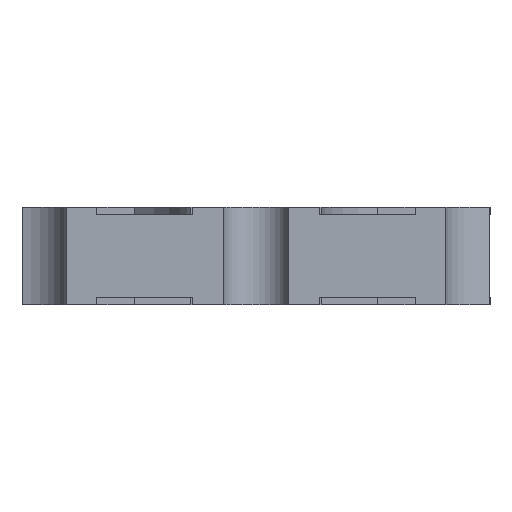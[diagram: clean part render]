
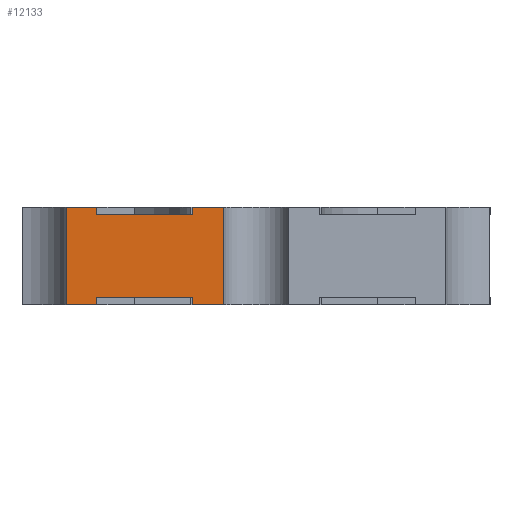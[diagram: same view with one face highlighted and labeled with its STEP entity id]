
A CAD part, left-side view. The second image highlights one B-rep face of the part: STEP entity #12133.
In plain terms, the highlighted planar face has unit normal (-1, 0, 0).
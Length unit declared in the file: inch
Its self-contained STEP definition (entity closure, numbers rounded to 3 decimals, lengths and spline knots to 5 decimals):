
#80 = ORIENTED_EDGE ( 'NONE', *, *, #6560, .T. ) ;
#91 = CARTESIAN_POINT ( 'NONE',  ( -0.1, 0.0425, 0.026 ) ) ;
#158 = EDGE_CURVE ( 'NONE', #3583, #3118, #2862, .T. ) ;
#220 = LINE ( 'NONE', #1319, #2374 ) ;
#308 = EDGE_CURVE ( 'NONE', #10108, #11961, #2203, .T. ) ;
#406 = ORIENTED_EDGE ( 'NONE', *, *, #308, .T. ) ;
#411 = LINE ( 'NONE', #3400, #4625 ) ;
#501 = VECTOR ( 'NONE', #8608, 39.37008 ) ;
#965 = CARTESIAN_POINT ( 'NONE',  ( -0.1, 0.0425, 0.002 ) ) ;
#1004 = EDGE_CURVE ( 'NONE', #12422, #4258, #7005, .T. ) ;
#1106 = CARTESIAN_POINT ( 'NONE',  ( -0.1, 0., 0.026 ) ) ;
#1118 = CARTESIAN_POINT ( 'NONE',  ( -0.1, 0.017, 0.002 ) ) ;
#1217 = VERTEX_POINT ( 'NONE', #11278 ) ;
#1243 = EDGE_CURVE ( 'NONE', #10506, #1217, #3573, .T. ) ;
#1319 = CARTESIAN_POINT ( 'NONE',  ( -0.1, 0.017, 0.026 ) ) ;
#1324 = PLANE ( 'NONE',  #5864 ) ;
#1381 = VERTEX_POINT ( 'NONE', #7843 ) ;
#1392 = CARTESIAN_POINT ( 'NONE',  ( -0.1, 0., 0.026 ) ) ;
#1429 = ORIENTED_EDGE ( 'NONE', *, *, #5058, .T. ) ;
#1432 = LINE ( 'NONE', #9580, #501 ) ;
#1548 = DIRECTION ( 'NONE',  ( 0., 0., 1. ) ) ;
#1620 = ORIENTED_EDGE ( 'NONE', *, *, #158, .F. ) ;
#1685 = CARTESIAN_POINT ( 'NONE',  ( -0.1, 0.0425, 0.024 ) ) ;
#1766 = CARTESIAN_POINT ( 'NONE',  ( -0.1, 0.00865, 0.06984 ) ) ;
#1807 = EDGE_CURVE ( 'NONE', #4260, #12422, #8390, .T. ) ;
#1897 = ORIENTED_EDGE ( 'NONE', *, *, #10487, .T. ) ;
#2138 = CARTESIAN_POINT ( 'NONE',  ( -0.1, 0.00865, 0. ) ) ;
#2144 = VERTEX_POINT ( 'NONE', #2360 ) ;
#2203 = LINE ( 'NONE', #5169, #3011 ) ;
#2360 = CARTESIAN_POINT ( 'NONE',  ( -0.1, 0.05072, 0.026 ) ) ;
#2374 = VECTOR ( 'NONE', #4296, 39.37008 ) ;
#2823 = VECTOR ( 'NONE', #6084, 39.37008 ) ;
#2862 = LINE ( 'NONE', #12758, #10233 ) ;
#3011 = VECTOR ( 'NONE', #11968, 39.37008 ) ;
#3118 = VERTEX_POINT ( 'NONE', #9753 ) ;
#3334 = DIRECTION ( 'NONE',  ( 0., 1., 0. ) ) ;
#3400 = CARTESIAN_POINT ( 'NONE',  ( -0.1, 0.05072, 0.06984 ) ) ;
#3415 = CARTESIAN_POINT ( 'NONE',  ( -0.1, 0.05072, 0. ) ) ;
#3417 = CARTESIAN_POINT ( 'NONE',  ( -0.1, 0., 0.002 ) ) ;
#3469 = DIRECTION ( 'NONE',  ( 0., 0., 1. ) ) ;
#3573 = LINE ( 'NONE', #1766, #2823 ) ;
#3583 = VERTEX_POINT ( 'NONE', #1685 ) ;
#3616 = LINE ( 'NONE', #11385, #8147 ) ;
#3628 = EDGE_CURVE ( 'NONE', #4258, #10506, #1432, .T. ) ;
#4041 = DIRECTION ( 'NONE',  ( 0., 0., -1. ) ) ;
#4045 = VECTOR ( 'NONE', #6099, 39.37008 ) ;
#4258 = VERTEX_POINT ( 'NONE', #9827 ) ;
#4260 = VERTEX_POINT ( 'NONE', #965 ) ;
#4296 = DIRECTION ( 'NONE',  ( 0., 0., 1. ) ) ;
#4625 = VECTOR ( 'NONE', #7341, 39.37008 ) ;
#5058 = EDGE_CURVE ( 'NONE', #11961, #4260, #3616, .T. ) ;
#5169 = CARTESIAN_POINT ( 'NONE',  ( -0.1, -0.0625, 0. ) ) ;
#5349 = CARTESIAN_POINT ( 'NONE',  ( -0.1, 0.017, 0.026 ) ) ;
#5864 = AXIS2_PLACEMENT_3D ( 'NONE', #1392, #10385, #3469 ) ;
#5896 = ORIENTED_EDGE ( 'NONE', *, *, #1243, .T. ) ;
#5915 = ORIENTED_EDGE ( 'NONE', *, *, #9620, .T. ) ;
#6084 = DIRECTION ( 'NONE',  ( 0., 0., 1. ) ) ;
#6099 = DIRECTION ( 'NONE',  ( 0., 0., -1. ) ) ;
#6204 = DIRECTION ( 'NONE',  ( 0., 1., 0. ) ) ;
#6451 = EDGE_CURVE ( 'NONE', #3118, #11011, #220, .T. ) ;
#6467 = VECTOR ( 'NONE', #4041, 39.37008 ) ;
#6560 = EDGE_CURVE ( 'NONE', #2144, #10108, #411, .T. ) ;
#7005 = LINE ( 'NONE', #1118, #4045 ) ;
#7069 = VECTOR ( 'NONE', #3334, 39.37008 ) ;
#7331 = CARTESIAN_POINT ( 'NONE',  ( -0.1, 0.017, 0.002 ) ) ;
#7341 = DIRECTION ( 'NONE',  ( 0., 0., -1. ) ) ;
#7345 = LINE ( 'NONE', #8441, #7069 ) ;
#7537 = FACE_OUTER_BOUND ( 'NONE', #11976, .T. ) ;
#7843 = CARTESIAN_POINT ( 'NONE',  ( -0.1, 0.0425, 0.026 ) ) ;
#7965 = LINE ( 'NONE', #1106, #10175 ) ;
#8147 = VECTOR ( 'NONE', #1548, 39.37008 ) ;
#8390 = LINE ( 'NONE', #3417, #10259 ) ;
#8441 = CARTESIAN_POINT ( 'NONE',  ( -0.1, 0., 0.026 ) ) ;
#8460 = ORIENTED_EDGE ( 'NONE', *, *, #6451, .F. ) ;
#8608 = DIRECTION ( 'NONE',  ( 0., -1., 0. ) ) ;
#8869 = DIRECTION ( 'NONE',  ( 0., -1., 0. ) ) ;
#9045 = ORIENTED_EDGE ( 'NONE', *, *, #3628, .T. ) ;
#9580 = CARTESIAN_POINT ( 'NONE',  ( -0.1, -0.0625, 0. ) ) ;
#9620 = EDGE_CURVE ( 'NONE', #1217, #11011, #7345, .T. ) ;
#9633 = ORIENTED_EDGE ( 'NONE', *, *, #1004, .T. ) ;
#9753 = CARTESIAN_POINT ( 'NONE',  ( -0.1, 0.017, 0.024 ) ) ;
#9827 = CARTESIAN_POINT ( 'NONE',  ( -0.1, 0.017, 0. ) ) ;
#10078 = DIRECTION ( 'NONE',  ( 0., -1., 0. ) ) ;
#10108 = VERTEX_POINT ( 'NONE', #3415 ) ;
#10175 = VECTOR ( 'NONE', #6204, 39.37008 ) ;
#10233 = VECTOR ( 'NONE', #8869, 39.37008 ) ;
#10259 = VECTOR ( 'NONE', #10078, 39.37008 ) ;
#10314 = ORIENTED_EDGE ( 'NONE', *, *, #11381, .F. ) ;
#10385 = DIRECTION ( 'NONE',  ( -1., 0., 0. ) ) ;
#10487 = EDGE_CURVE ( 'NONE', #1381, #2144, #7965, .T. ) ;
#10506 = VERTEX_POINT ( 'NONE', #2138 ) ;
#10903 = LINE ( 'NONE', #91, #6467 ) ;
#11011 = VERTEX_POINT ( 'NONE', #5349 ) ;
#11102 = ORIENTED_EDGE ( 'NONE', *, *, #1807, .T. ) ;
#11278 = CARTESIAN_POINT ( 'NONE',  ( -0.1, 0.00865, 0.026 ) ) ;
#11381 = EDGE_CURVE ( 'NONE', #1381, #3583, #10903, .T. ) ;
#11385 = CARTESIAN_POINT ( 'NONE',  ( -0.1, 0.0425, 0.002 ) ) ;
#11760 = CARTESIAN_POINT ( 'NONE',  ( -0.1, 0.0425, 0. ) ) ;
#11961 = VERTEX_POINT ( 'NONE', #11760 ) ;
#11968 = DIRECTION ( 'NONE',  ( 0., -1., 0. ) ) ;
#11976 = EDGE_LOOP ( 'NONE', ( #1897, #80, #406, #1429, #11102, #9633, #9045, #5896, #5915, #8460, #1620, #10314 ) ) ;
#12133 = ADVANCED_FACE ( 'NONE', ( #7537 ), #1324, .T. ) ;
#12422 = VERTEX_POINT ( 'NONE', #7331 ) ;
#12758 = CARTESIAN_POINT ( 'NONE',  ( -0.1, 0., 0.024 ) ) ;
